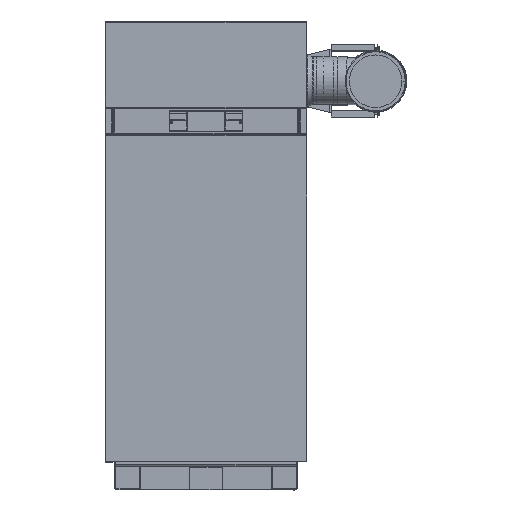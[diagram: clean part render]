
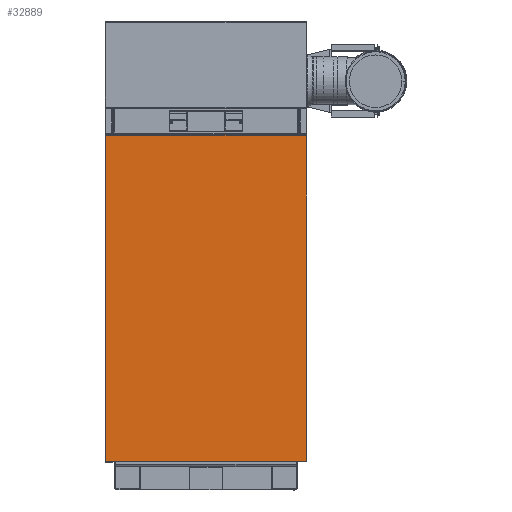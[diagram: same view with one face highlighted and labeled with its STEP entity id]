
A CAD part, front view. The second image highlights one B-rep face of the part: STEP entity #32889.
In plain terms, the highlighted planar face has unit normal (0, -1, 0).
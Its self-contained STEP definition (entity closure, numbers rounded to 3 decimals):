
#3275=FACE_OUTER_BOUND('',#4538,.T.);
#4538=EDGE_LOOP('',(#27900,#27901,#27902,#27903,#27904,#27905,#27906,#27907));
#7655=LINE('',#56089,#11378);
#7705=LINE('',#56438,#11428);
#7706=LINE('',#56440,#11429);
#7707=LINE('',#56442,#11430);
#7708=LINE('',#56444,#11431);
#7709=LINE('',#56445,#11432);
#7710=LINE('',#56447,#11433);
#7711=LINE('',#56448,#11434);
#11378=VECTOR('',#43175,0.039);
#11428=VECTOR('',#43349,0.039);
#11429=VECTOR('',#43350,0.039);
#11430=VECTOR('',#43351,0.039);
#11431=VECTOR('',#43352,0.039);
#11432=VECTOR('',#43353,0.039);
#11433=VECTOR('',#43354,0.039);
#11434=VECTOR('',#43355,0.039);
#15627=VERTEX_POINT('',#56086);
#15628=VERTEX_POINT('',#56088);
#15710=VERTEX_POINT('',#56436);
#15711=VERTEX_POINT('',#56437);
#15712=VERTEX_POINT('',#56439);
#15713=VERTEX_POINT('',#56441);
#15714=VERTEX_POINT('',#56443);
#15715=VERTEX_POINT('',#56446);
#20801=EDGE_CURVE('',#15628,#15627,#7655,.T.);
#20911=EDGE_CURVE('',#15710,#15711,#7705,.T.);
#20912=EDGE_CURVE('',#15710,#15712,#7706,.T.);
#20913=EDGE_CURVE('',#15713,#15712,#7707,.T.);
#20914=EDGE_CURVE('',#15714,#15713,#7708,.T.);
#20915=EDGE_CURVE('',#15628,#15714,#7709,.T.);
#20916=EDGE_CURVE('',#15715,#15627,#7710,.T.);
#20917=EDGE_CURVE('',#15711,#15715,#7711,.T.);
#27900=ORIENTED_EDGE('',*,*,#20911,.F.);
#27901=ORIENTED_EDGE('',*,*,#20912,.T.);
#27902=ORIENTED_EDGE('',*,*,#20913,.F.);
#27903=ORIENTED_EDGE('',*,*,#20914,.F.);
#27904=ORIENTED_EDGE('',*,*,#20915,.F.);
#27905=ORIENTED_EDGE('',*,*,#20801,.T.);
#27906=ORIENTED_EDGE('',*,*,#20916,.F.);
#27907=ORIENTED_EDGE('',*,*,#20917,.F.);
#30521=PLANE('',#35671);
#32889=ADVANCED_FACE('',(#3275),#30521,.T.);
#35671=AXIS2_PLACEMENT_3D('',#56435,#43347,#43348);
#43175=DIRECTION('',(0.,0.,-1.));
#43347=DIRECTION('center_axis',(0.,-1.,0.));
#43348=DIRECTION('ref_axis',(1.,0.,0.));
#43349=DIRECTION('',(-1.,0.,0.));
#43350=DIRECTION('',(0.,0.,1.));
#43351=DIRECTION('',(1.,0.,0.));
#43352=DIRECTION('',(1.,0.,0.));
#43353=DIRECTION('',(1.,0.,0.));
#43354=DIRECTION('',(-1.,0.,0.));
#43355=DIRECTION('',(-1.,0.,0.));
#56086=CARTESIAN_POINT('',(-14.173,-0.791,-0.728));
#56088=CARTESIAN_POINT('',(-14.173,-0.791,54.193));
#56089=CARTESIAN_POINT('',(-14.173,-0.791,54.232));
#56435=CARTESIAN_POINT('Origin',(19.567,-0.791,-0.768));
#56436=CARTESIAN_POINT('',(19.528,-0.791,-0.728));
#56437=CARTESIAN_POINT('',(19.527,-0.791,-0.728));
#56438=CARTESIAN_POINT('',(-14.173,-0.791,-0.728));
#56439=CARTESIAN_POINT('',(19.528,-0.791,54.193));
#56440=CARTESIAN_POINT('',(19.528,-0.791,-0.768));
#56441=CARTESIAN_POINT('',(19.527,-0.791,54.193));
#56442=CARTESIAN_POINT('',(19.528,-0.791,54.193));
#56443=CARTESIAN_POINT('',(-14.173,-0.791,54.193));
#56444=CARTESIAN_POINT('',(-14.173,-0.791,54.193));
#56445=CARTESIAN_POINT('',(19.528,-0.791,54.193));
#56446=CARTESIAN_POINT('',(-14.173,-0.791,-0.728));
#56447=CARTESIAN_POINT('',(-14.173,-0.791,-0.728));
#56448=CARTESIAN_POINT('',(19.527,-0.791,-0.728));
